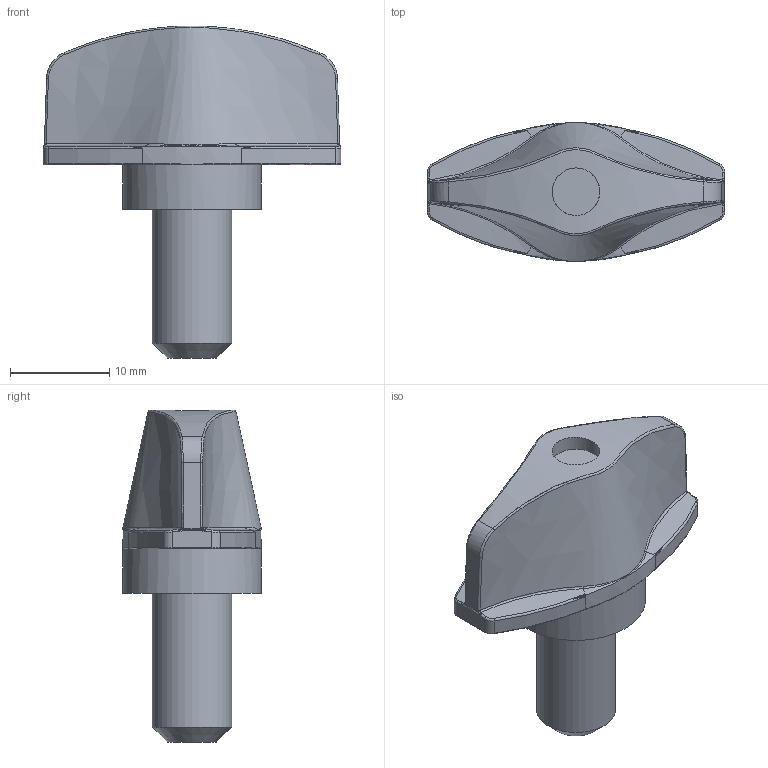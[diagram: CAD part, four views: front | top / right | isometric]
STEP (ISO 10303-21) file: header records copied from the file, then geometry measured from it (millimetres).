
FILE_DESCRIPTION( ( 'Unknown' ), '1' );
FILE_NAME( '7387115_G2_30_P_M08x15.stp', 'Unknown', ( 'Unknown' ), ( 'Unknown' ), 'PSStep 11.0', 'Unknown', ' ' );
FILE_SCHEMA( ( 'AUTOMOTIVE_DESIGN { 1 0 10303 214 1 1 1 1 }' ) );
Length unit declared in the file: millimetre
Products named in the file (1): 1
Bounding box: 30 x 14 x 33.5 mm (x, y, z)
Volume: 4052.1 mm3; surface area: 1987.3 mm2
Topology: 1 solids, 1 shells, 104 faces, 263 edges, 159 vertices
Faces by surface type: bspline 60, cylinder 20, torus 12, plane 11, cone 1
Full cylindrical faces by diameter (mm): 4.8 x1, 8 x1, 14 x1
Entity records: 11577 total; most frequent: CARTESIAN_POINT 8761, ORIENTED_EDGE 504, DIRECTION 274, EDGE_CURVE 252, VERTEX_POINT 156, B_SPLINE_CURVE_WITH_KNOTS 147, AXIS2_PLACEMENT_3D 124, EDGE_LOOP 110
